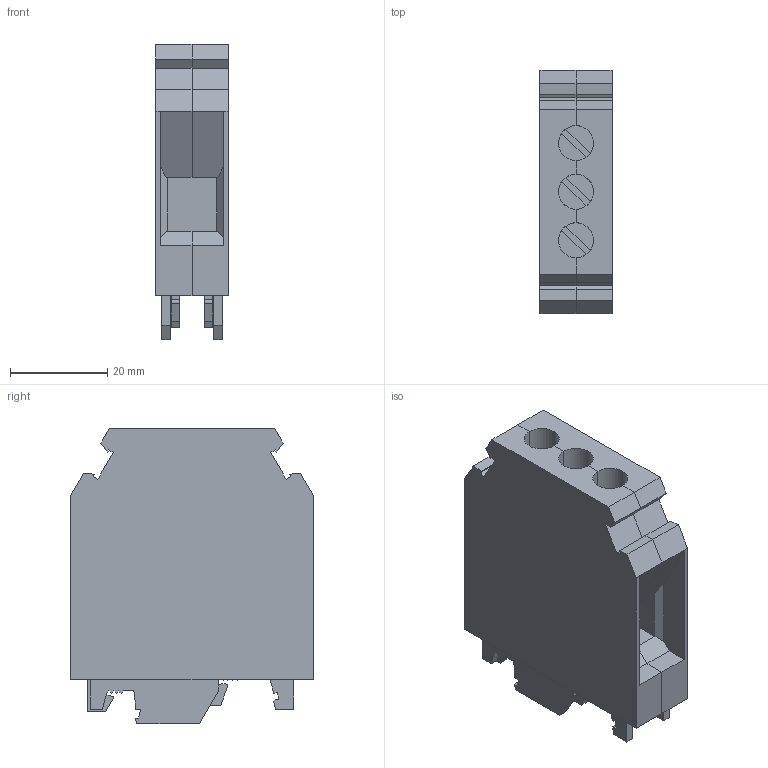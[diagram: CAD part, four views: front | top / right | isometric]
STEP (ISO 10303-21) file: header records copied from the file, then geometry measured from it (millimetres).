
FILE_DESCRIPTION(('Creo Elements/Direct Modeling STEP Export'),'2;1');
FILE_NAME('model.stp','2020-11-18T 0:23:54',(''),(''),'Creo Elements/Direct Modeling STEP processor for AP214 (Solid Model)','Creo Elements/Direct Modeling 20.1A 29-Sep-2018 (C) Parametric Technology GmbH','');
FILE_SCHEMA(('AUTOMOTIVE_DESIGN { 1 0 10303 214 1 1 1 1 }'));
Length unit declared in the file: millimetre
Products named in the file (2): USLKG_35-select
Assembly tree (1 placements, depth 2):
  USLKG_35-select
    USLKG_35-select
Bounding box: 15 x 50 x 60.9 mm (x, y, z)
Volume: 29223 mm3; surface area: 12116.5 mm2
Topology: 1 solids, 1 shells, 234 faces, 615 edges, 399 vertices
Faces by surface type: plane 220, cylinder 14
Entity records: 8348 total; most frequent: ORIENTED_EDGE 1230, CARTESIAN_POINT 1113, DIRECTION 914, EDGE_CURVE 615, VECTOR 514, LINE 514, VERTEX_POINT 399, EDGE_LOOP 250
